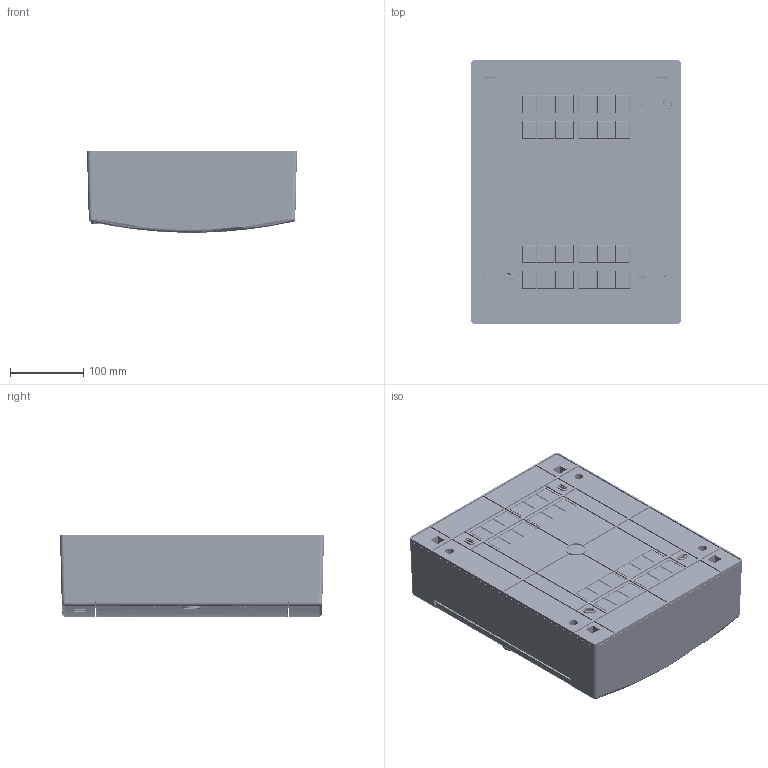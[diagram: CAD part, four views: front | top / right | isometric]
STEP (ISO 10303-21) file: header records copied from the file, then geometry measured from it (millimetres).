
FILE_DESCRIPTION((''),'2;1');
FILE_NAME('001101301_3DFILE_ASM','2024-08-12T11:32:22',('klemen.sitar'),('Audax d.o.o.'),'CREO PARAMETRIC BY PTC INC, 2021304','CREO PARAMETRIC BY PTC INC, 2021304','');
FILE_SCHEMA(('AP242_MANAGED_MODEL_BASED_3D_ENGINEERING_MIM_LF { 1 0 10303 442 1 1 4 }'));
Products named in the file (19): PIN; PLYTA_PM2X12RJ; GNIAZDKO_PART_A; AS-C_4X10; AW-R_4; AN-H_4; GNIAZDKO_PART_B; AS-C_4X16; GNIAZDKO_ASM; DNO_N24-C__20_05_2019___1; VRATA_N24-C_1; 24_BODYLOGO_1; PRT0109_1_1; PRT0109_1_2; PRT0109_1_3; PRT0109_1_ASM; N24C_IT_ASM_1_ASM; ECT_24_MEDIA_PO_ASM; 001101301_3DFILE_ASM
Assembly tree (24 placements, depth 5):
  001101301_3DFILE_ASM
    PIN  x4
    PLYTA_PM2X12RJ
    GNIAZDKO_ASM
      GNIAZDKO_PART_A
      AS-C_4X10  x2
      AW-R_4  x2
      AN-H_4  x2
      GNIAZDKO_PART_B
      AS-C_4X16
    ECT_24_MEDIA_PO_ASM
      N24C_IT_ASM_1_ASM
        DNO_N24-C__20_05_2019___1
        VRATA_N24-C_1
        24_BODYLOGO_1
        PRT0109_1_ASM
          PRT0109_1_1
          PRT0109_1_2
          PRT0109_1_3
Bounding box: 287.3 x 361.2 x 111.6 mm (x, y, z)
Volume: 1037209.3 mm3; surface area: 1071950.5 mm2
Topology: 20 solids, 20 shells, 4568 faces, 13058 edges, 8703 vertices
Faces by surface type: plane 2586, cylinder 1683, cone 128, extrusion 95, torus 40, bspline 28, sphere 8
Entity records: 204460 total; most frequent: CARTESIAN_POINT 32950, ORIENTED_EDGE 25208, DIRECTION 24614, PRESENTATION_STYLE_ASSIGNMENT 14302, STYLED_ITEM 14299, CURVE_STYLE 12604, EDGE_CURVE 12604, VERTEX_POINT 8411
